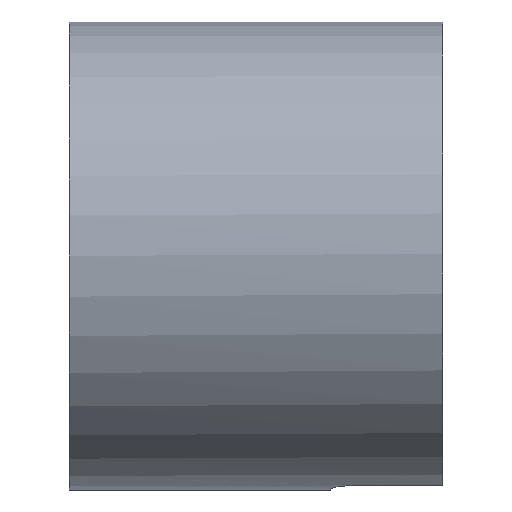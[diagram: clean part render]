
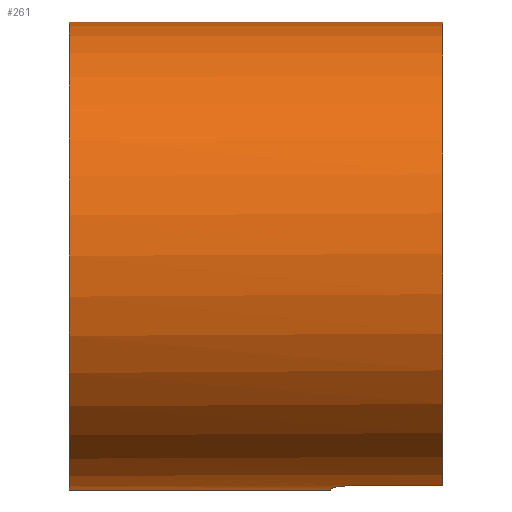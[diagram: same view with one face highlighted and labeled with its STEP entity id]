
A CAD part, left-side view. The second image highlights one B-rep face of the part: STEP entity #261.
In plain terms, the highlighted cylindrical face has radius 104.625 mm (diameter 209.25 mm), a partial arc.
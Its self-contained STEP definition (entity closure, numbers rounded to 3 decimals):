
#4 = CARTESIAN_POINT ( 'NONE',  ( -10., -33.5, -104.146 ) ) ;
#20 = CARTESIAN_POINT ( 'NONE',  ( -12.582, -33.834, -103.866 ) ) ;
#36 = DIRECTION ( 'NONE',  ( 0., 0., -1. ) ) ;
#64 = VERTEX_POINT ( 'NONE', #858 ) ;
#72 = ORIENTED_EDGE ( 'NONE', *, *, #747, .F. ) ;
#87 = EDGE_CURVE ( 'NONE', #808, #739, #560, .T. ) ;
#88 = CARTESIAN_POINT ( 'NONE',  ( -10., -33.5, -104.146 ) ) ;
#97 = ORIENTED_EDGE ( 'NONE', *, *, #827, .T. ) ;
#98 = DIRECTION ( 'NONE',  ( 0., 0., 1. ) ) ;
#99 = DIRECTION ( 'NONE',  ( 0., -1., 0. ) ) ;
#152 = CARTESIAN_POINT ( 'NONE',  ( -20., 83.5, -102.696 ) ) ;
#156 = CARTESIAN_POINT ( 'NONE',  ( -18.964, -39.055, -102.892 ) ) ;
#167 = LINE ( 'NONE', #698, #944 ) ;
#171 = CARTESIAN_POINT ( 'NONE',  ( -13.52, -34.134, -103.748 ) ) ;
#175 = CARTESIAN_POINT ( 'NONE',  ( 0., 83.5, 0. ) ) ;
#192 = CARTESIAN_POINT ( 'NONE',  ( -20., -83.5, -102.696 ) ) ;
#199 = AXIS2_PLACEMENT_3D ( 'NONE', #845, #467, #395 ) ;
#216 = EDGE_LOOP ( 'NONE', ( #589, #607, #962, #935, #389, #72, #97 ) ) ;
#219 = AXIS2_PLACEMENT_3D ( 'NONE', #415, #639, #720 ) ;
#240 = CARTESIAN_POINT ( 'NONE',  ( -19.739, -41.206, -102.746 ) ) ;
#251 = CARTESIAN_POINT ( 'NONE',  ( -14.999, -34.814, -103.546 ) ) ;
#258 = CARTESIAN_POINT ( 'NONE',  ( -20., -43.5, -102.696 ) ) ;
#259 = VERTEX_POINT ( 'NONE', #192 ) ;
#261 = ADVANCED_FACE ( 'NONE', ( #957 ), #585, .T. ) ;
#267 = VECTOR ( 'NONE', #99, 1000. ) ;
#313 = CARTESIAN_POINT ( 'NONE',  ( -10.661, -33.5, -104.083 ) ) ;
#330 = CARTESIAN_POINT ( 'NONE',  ( -18.653, -38.477, -102.949 ) ) ;
#335 = CARTESIAN_POINT ( 'NONE',  ( -17.519, -36.875, -103.149 ) ) ;
#345 = CIRCLE ( 'NONE', #908, 104.625 ) ;
#365 = VERTEX_POINT ( 'NONE', #563 ) ;
#389 = ORIENTED_EDGE ( 'NONE', *, *, #87, .T. ) ;
#395 = DIRECTION ( 'NONE',  ( -1., 0., 0. ) ) ;
#415 = CARTESIAN_POINT ( 'NONE',  ( 0., -83.5, 0. ) ) ;
#462 = LINE ( 'NONE', #152, #665 ) ;
#466 = CARTESIAN_POINT ( 'NONE',  ( -16.083, -35.536, -103.383 ) ) ;
#467 = DIRECTION ( 'NONE',  ( 0., -1., 0. ) ) ;
#473 = CARTESIAN_POINT ( 'NONE',  ( -20., -42.836, -102.696 ) ) ;
#476 = DIRECTION ( 'NONE',  ( 0., -1., 0. ) ) ;
#479 = CARTESIAN_POINT ( 'NONE',  ( -14.426, -34.509, -103.627 ) ) ;
#484 = EDGE_CURVE ( 'NONE', #64, #918, #960, .T. ) ;
#485 = CARTESIAN_POINT ( 'NONE',  ( -16.596, -35.956, -103.301 ) ) ;
#488 = DIRECTION ( 'NONE',  ( 0., 1., 0. ) ) ;
#560 = B_SPLINE_CURVE_WITH_KNOTS ( 'NONE', 3,
 ( #88, #313, #630, #929, #20, #770, #171, #479, #251, #466, #485, #335, #619, #786, #330, #156, #939, #934, #564, #240, #641, #473, #258 ),
 .UNSPECIFIED., .F., .F.,
 ( 4, 2, 2, 2, 2, 2, 2, 2, 1, 2, 2, 4 ),
 ( 0., 0.002, 0.003, 0.004, 0.006, 0.008, 0.01, 0.011, 0.012, 0.013, 0.014, 0.016 ),
 .UNSPECIFIED. ) ;
#562 = CARTESIAN_POINT ( 'NONE',  ( 0., -33.5, -104.625 ) ) ;
#563 = CARTESIAN_POINT ( 'NONE',  ( 0., 83.5, -104.625 ) ) ;
#564 = CARTESIAN_POINT ( 'NONE',  ( -19.658, -40.885, -102.762 ) ) ;
#585 = CYLINDRICAL_SURFACE ( 'NONE', #637, 104.625 ) ;
#589 = ORIENTED_EDGE ( 'NONE', *, *, #484, .F. ) ;
#597 = CARTESIAN_POINT ( 'NONE',  ( -20., -43.5, -102.696 ) ) ;
#607 = ORIENTED_EDGE ( 'NONE', *, *, #868, .F. ) ;
#608 = DIRECTION ( 'NONE',  ( 0., 1., 0. ) ) ;
#619 = CARTESIAN_POINT ( 'NONE',  ( -17.933, -37.376, -103.077 ) ) ;
#630 = CARTESIAN_POINT ( 'NONE',  ( -11.309, -33.565, -104.014 ) ) ;
#637 = AXIS2_PLACEMENT_3D ( 'NONE', #881, #799, #36 ) ;
#639 = DIRECTION ( 'NONE',  ( 0., 1., 0. ) ) ;
#641 = CARTESIAN_POINT ( 'NONE',  ( -19.935, -42.18, -102.708 ) ) ;
#649 = CARTESIAN_POINT ( 'NONE',  ( 0., 83.5, 104.625 ) ) ;
#651 = CIRCLE ( 'NONE', #219, 104.625 ) ;
#665 = VECTOR ( 'NONE', #608, 1000. ) ;
#681 = CIRCLE ( 'NONE', #199, 104.625 ) ;
#698 = CARTESIAN_POINT ( 'NONE',  ( 0., 83.5, -104.625 ) ) ;
#720 = DIRECTION ( 'NONE',  ( 0., 0., 1. ) ) ;
#739 = VERTEX_POINT ( 'NONE', #597 ) ;
#747 = EDGE_CURVE ( 'NONE', #259, #739, #462, .T. ) ;
#770 = CARTESIAN_POINT ( 'NONE',  ( -13.208, -34.023, -103.788 ) ) ;
#786 = CARTESIAN_POINT ( 'NONE',  ( -18.482, -38.193, -102.98 ) ) ;
#799 = DIRECTION ( 'NONE',  ( 0., -1., 0. ) ) ;
#807 = EDGE_CURVE ( 'NONE', #365, #846, #167, .T. ) ;
#808 = VERTEX_POINT ( 'NONE', #4 ) ;
#827 = EDGE_CURVE ( 'NONE', #259, #918, #651, .T. ) ;
#845 = CARTESIAN_POINT ( 'NONE',  ( 0., -33.5, 0. ) ) ;
#846 = VERTEX_POINT ( 'NONE', #562 ) ;
#858 = CARTESIAN_POINT ( 'NONE',  ( 0., 83.5, 104.625 ) ) ;
#868 = EDGE_CURVE ( 'NONE', #365, #64, #345, .T. ) ;
#881 = CARTESIAN_POINT ( 'NONE',  ( 0., 83.5, 0. ) ) ;
#908 = AXIS2_PLACEMENT_3D ( 'NONE', #175, #488, #98 ) ;
#915 = CARTESIAN_POINT ( 'NONE',  ( 0., -83.5, 104.625 ) ) ;
#918 = VERTEX_POINT ( 'NONE', #915 ) ;
#929 = CARTESIAN_POINT ( 'NONE',  ( -12.266, -33.755, -103.904 ) ) ;
#934 = CARTESIAN_POINT ( 'NONE',  ( -19.466, -40.259, -102.798 ) ) ;
#935 = ORIENTED_EDGE ( 'NONE', *, *, #974, .F. ) ;
#939 = CARTESIAN_POINT ( 'NONE',  ( -19.244, -39.645, -102.84 ) ) ;
#944 = VECTOR ( 'NONE', #476, 1000. ) ;
#957 = FACE_OUTER_BOUND ( 'NONE', #216, .T. ) ;
#960 = LINE ( 'NONE', #649, #267 ) ;
#962 = ORIENTED_EDGE ( 'NONE', *, *, #807, .T. ) ;
#974 = EDGE_CURVE ( 'NONE', #808, #846, #681, .T. ) ;
